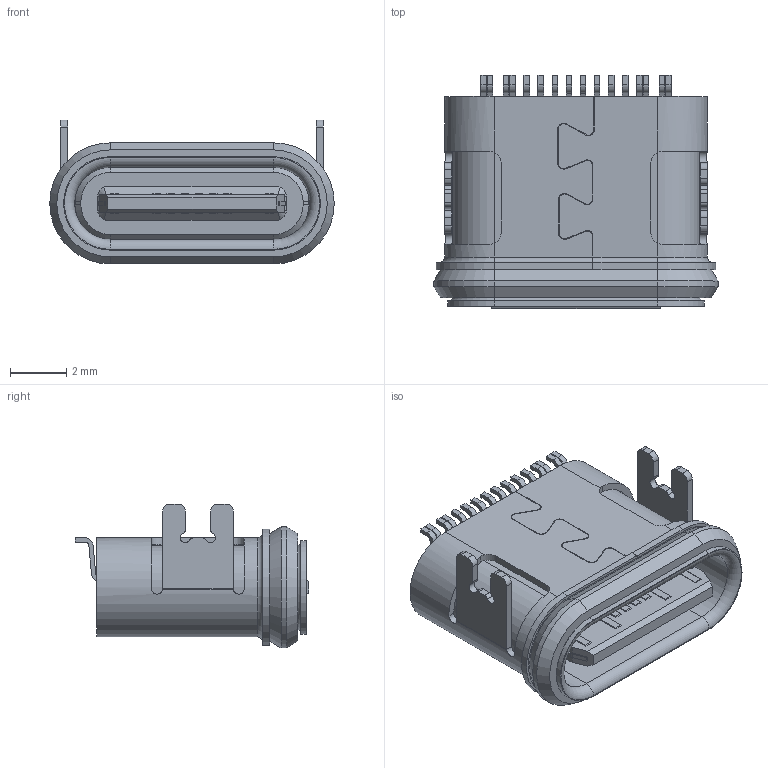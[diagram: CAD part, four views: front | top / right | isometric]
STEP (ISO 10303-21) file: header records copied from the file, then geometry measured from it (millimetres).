
FILE_DESCRIPTION((''),'2;1');
FILE_NAME('USBC-0050IPX7-00_ASM_110_ASM_55_ASM','2022-06-10T',('Administrator'),(''),'PRO/ENGINEER BY PARAMETRIC TECHNOLOGY CORPORATION, 2007090','PRO/ENGINEER BY PARAMETRIC TECHNOLOGY CORPORATION, 2007090','');
FILE_SCHEMA(('CONFIG_CONTROL_DESIGN'));
Length unit declared in the file: millimetre
Products named in the file (3): SHELLLL_19_4; RING_4_2; USBC-0050IPX7-00_ASM_110_ASM_55_ASM
Assembly tree (2 placements, depth 2):
  USBC-0050IPX7-00_ASM_110_ASM_55_ASM
    SHELLLL_19_4
    RING_4_2
Bounding box: 10.1 x 8.28 x 5.11 mm (x, y, z)
Volume: 161.9 mm3; surface area: 716.7 mm2
Topology: 2 solids, 6 shells, 589 faces, 1737 edges, 1160 vertices
Faces by surface type: plane 399, cylinder 166, cone 16, torus 8
Entity records: 19915 total; most frequent: CARTESIAN_POINT 3781, ORIENTED_EDGE 3474, DIRECTION 3281, EDGE_CURVE 1737, VECTOR 1281, LINE 1281, VERTEX_POINT 1160, AXIS2_PLACEMENT_3D 1000
